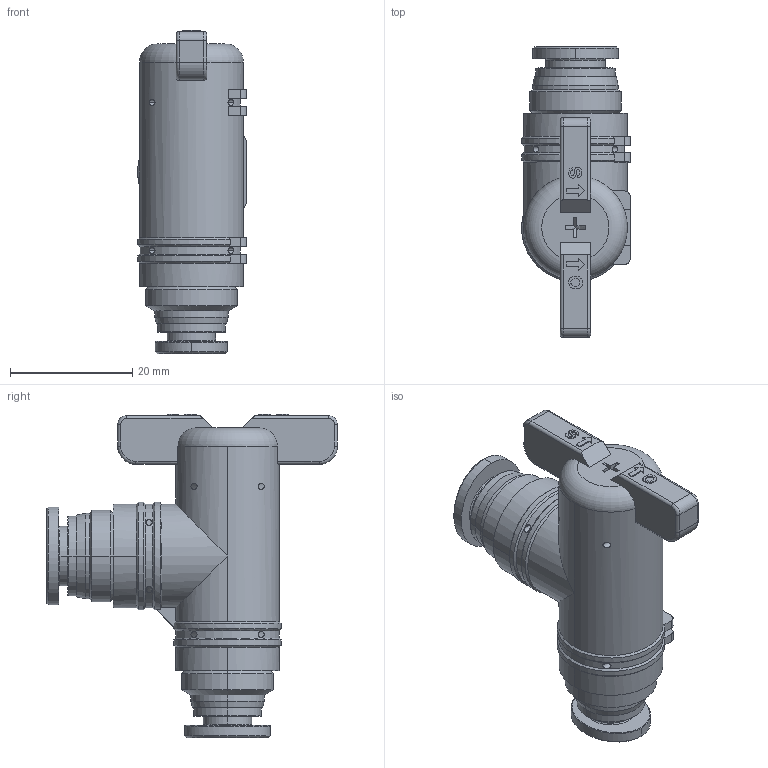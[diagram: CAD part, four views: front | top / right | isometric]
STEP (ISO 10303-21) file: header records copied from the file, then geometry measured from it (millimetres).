
FILE_DESCRIPTION((''),'2;1');
FILE_NAME('BLG200608-mdt.stp','2017-07-24T19:16:23',(''),(''),'Mechanical Desktop 2009','Mechanical Desktop 2009',', , ');
FILE_SCHEMA(('CONFIG_CONTROL_DESIGN'));
Length unit declared in the file: millimetre
Products named in the file (8): BLG200608-MDTA; BLG200608-MDT; BOLT-M3; BC8-20; COLLAR-08C; BC6-20; COLLAR-06C; HA
Assembly tree (8 placements, depth 3):
  BLG200608-MDTA
    BLG200608-MDT
    BOLT-M3
    BC8-20
      COLLAR-08C
    BC6-20  x2
      COLLAR-06C
    HA
Bounding box: 17.8 x 47.65 x 52.95 mm (x, y, z)
Volume: 14700 mm3; surface area: 5846.4 mm2
Topology: 1 solids, 3 shells, 399 faces, 1021 edges, 650 vertices
Faces by surface type: plane 226, cylinder 110, cone 34, torus 18, bspline 11
Entity records: 14200 total; most frequent: CARTESIAN_POINT 4413, ORIENTED_EDGE 2038, DIRECTION 1949, EDGE_CURVE 1019, VECTOR 677, LINE 677, VERTEX_POINT 650, AXIS2_PLACEMENT_3D 636
